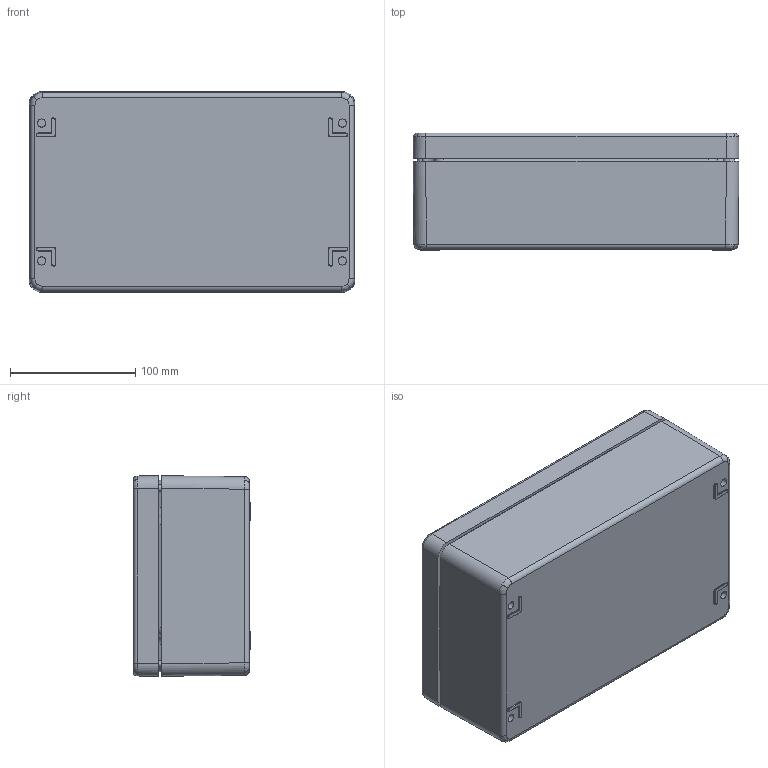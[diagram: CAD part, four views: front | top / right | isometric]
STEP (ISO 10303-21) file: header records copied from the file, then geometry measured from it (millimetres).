
FILE_DESCRIPTION(/* description */ (''),/* implementation_level */ '2;1');
FILE_NAME(/* name */ '07261609010-RST.stp',/* time_stamp */ '2021-09-02T14:29:42+02:00',/* author */ ('sl'),/* organization */ (''),/* preprocessor_version */ 'ST-DEVELOPER v16.5',/* originating_system */ 'Autodesk Inventor 2017',/* authorisation */ '');
FILE_SCHEMA (('AUTOMOTIVE_DESIGN { 1 0 10303 214 3 1 1 }'));
Length unit declared in the file: millimetre
Products named in the file (8): Polyester-Gehäuse-17-BG-0001-07_261609_010; 07_261609_010; 07_261609_010_1; 07_261609_010_2; 21047-Unterteil_Standard; 86224_Standard; 86222_Standard; 07_261609_010_3
Assembly tree (18 placements, depth 3):
  Polyester-Gehäuse-17-BG-0001-07_261609_010
    07_261609_010
    07_261609_010_1
    07_261609_010_3  x4
    07_261609_010_2
      21047-Unterteil_Standard
      86224_Standard  x4
      86222_Standard  x6
Bounding box: 260 x 93.5 x 160 mm (x, y, z)
Volume: 967159.8 mm3; surface area: 336478.4 mm2
Topology: 17 solids, 17 shells, 941 faces, 2276 edges, 1424 vertices
Faces by surface type: plane 345, cylinder 208, bspline 152, cone 136, torus 96, sphere 4
Full cylindrical faces by diameter (mm): 5 x20, 5.02 x10, 5.3 x4, 6 x4, 7.4 x10, 8 x4
Entity records: 21990 total; most frequent: CARTESIAN_POINT 7457, DIRECTION 3138, ORIENTED_EDGE 2916, EDGE_CURVE 1458, AXIS2_PLACEMENT_3D 1325, VERTEX_POINT 924, EDGE_LOOP 754, FACE_OUTER_BOUND 641
